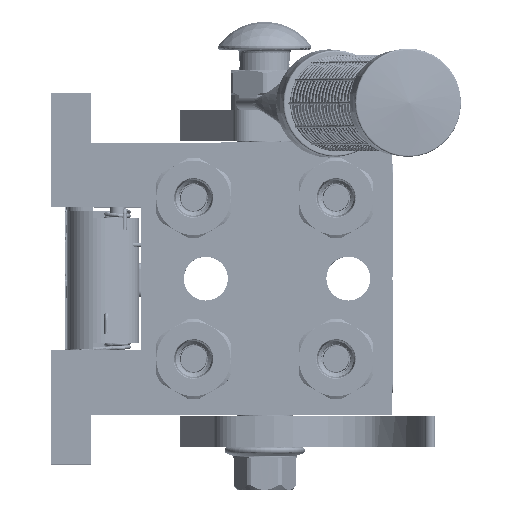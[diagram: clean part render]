
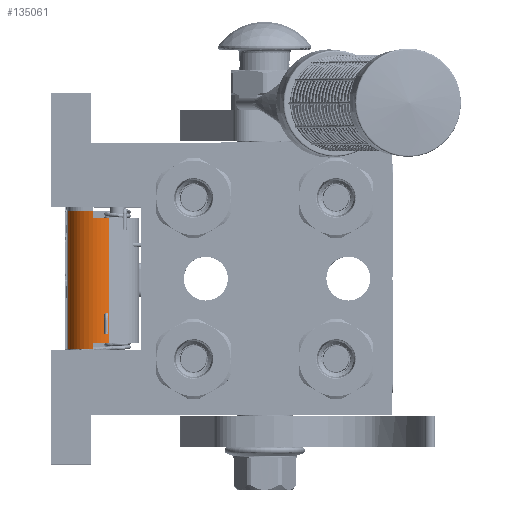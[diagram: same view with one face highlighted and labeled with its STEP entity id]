
A CAD part, top view. The second image highlights one B-rep face of the part: STEP entity #135061.
In plain terms, the highlighted cylindrical face has radius 9.5 mm (diameter 19 mm), a partial arc.
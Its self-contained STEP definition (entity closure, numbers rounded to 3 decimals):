
#885 = LINE ( 'NONE', #98940, #60419 ) ;
#1156 = EDGE_CURVE ( 'NONE', #39570, #16061, #20401, .T. ) ;
#2952 = CARTESIAN_POINT ( 'NONE',  ( -22.25, -1.5, -47.5 ) ) ;
#4021 = CARTESIAN_POINT ( 'NONE',  ( -20.25, -5.154, -56.269 ) ) ;
#4616 = VERTEX_POINT ( 'NONE', #4021 ) ;
#7428 = CARTESIAN_POINT ( 'NONE',  ( -22.25, 8., -47.5 ) ) ;
#11341 = ORIENTED_EDGE ( 'NONE', *, *, #69934, .F. ) ;
#12819 = EDGE_CURVE ( 'NONE', #194207, #69666, #100974, .T. ) ;
#13274 = AXIS2_PLACEMENT_3D ( 'NONE', #129117, #38167, #23506 ) ;
#15222 = FACE_OUTER_BOUND ( 'NONE', #183865, .T. ) ;
#16061 = VERTEX_POINT ( 'NONE', #64228 ) ;
#20401 = LINE ( 'NONE', #7428, #181916 ) ;
#23506 = DIRECTION ( 'NONE',  ( 0., -0.385, -0.923 ) ) ;
#26876 = VERTEX_POINT ( 'NONE', #41909 ) ;
#28851 = ORIENTED_EDGE ( 'NONE', *, *, #158051, .T. ) ;
#33838 = DIRECTION ( 'NONE',  ( 0., 0.158, -0.987 ) ) ;
#35678 = CIRCLE ( 'NONE', #65701, 9.5 ) ;
#36635 = VECTOR ( 'NONE', #184170, 1000. ) ;
#37382 = DIRECTION ( 'NONE',  ( -1., 0., 0. ) ) ;
#38167 = DIRECTION ( 'NONE',  ( 1., 0., 0. ) ) ;
#39570 = VERTEX_POINT ( 'NONE', #143539 ) ;
#40970 = LINE ( 'NONE', #161173, #157301 ) ;
#41909 = CARTESIAN_POINT ( 'NONE',  ( 20.25, -5.154, -56.269 ) ) ;
#44566 = CARTESIAN_POINT ( 'NONE',  ( -22.25, 0., -56.881 ) ) ;
#48371 = ORIENTED_EDGE ( 'NONE', *, *, #93158, .F. ) ;
#50927 = DIRECTION ( 'NONE',  ( 0., -0.385, -0.923 ) ) ;
#57388 = ORIENTED_EDGE ( 'NONE', *, *, #137273, .F. ) ;
#59905 = ORIENTED_EDGE ( 'NONE', *, *, #1156, .T. ) ;
#60419 = VECTOR ( 'NONE', #160519, 1000. ) ;
#64228 = CARTESIAN_POINT ( 'NONE',  ( 22.25, 8., -47.5 ) ) ;
#65701 = AXIS2_PLACEMENT_3D ( 'NONE', #79691, #65717, #33838 ) ;
#65717 = DIRECTION ( 'NONE',  ( 1., 0., 0. ) ) ;
#69666 = VERTEX_POINT ( 'NONE', #69734 ) ;
#69734 = CARTESIAN_POINT ( 'NONE',  ( 22.25, 0., -56.881 ) ) ;
#69934 = EDGE_CURVE ( 'NONE', #127999, #169682, #885, .T. ) ;
#79691 = CARTESIAN_POINT ( 'NONE',  ( 22.25, -1.5, -47.5 ) ) ;
#83262 = CARTESIAN_POINT ( 'NONE',  ( -22.25, -1.5, -47.5 ) ) ;
#85606 = DIRECTION ( 'NONE',  ( 1., 0., 0. ) ) ;
#92759 = CARTESIAN_POINT ( 'NONE',  ( 20.25, 0., -56.881 ) ) ;
#93158 = EDGE_CURVE ( 'NONE', #4616, #26876, #40970, .T. ) ;
#93635 = CYLINDRICAL_SURFACE ( 'NONE', #103798, 9.5 ) ;
#93787 = ORIENTED_EDGE ( 'NONE', *, *, #195421, .F. ) ;
#98940 = CARTESIAN_POINT ( 'NONE',  ( -22.25, 0., -56.881 ) ) ;
#99322 = CARTESIAN_POINT ( 'NONE',  ( 20.25, 0., -56.881 ) ) ;
#100974 = LINE ( 'NONE', #92759, #36635 ) ;
#103798 = AXIS2_PLACEMENT_3D ( 'NONE', #83262, #37382, #160804 ) ;
#104430 = CIRCLE ( 'NONE', #108100, 9.5 ) ;
#104954 = ORIENTED_EDGE ( 'NONE', *, *, #12819, .F. ) ;
#108100 = AXIS2_PLACEMENT_3D ( 'NONE', #2952, #110629, #170927 ) ;
#110629 = DIRECTION ( 'NONE',  ( 1., 0., 0. ) ) ;
#121036 = EDGE_CURVE ( 'NONE', #127999, #39570, #104430, .T. ) ;
#123850 = CIRCLE ( 'NONE', #172482, 9.5 ) ;
#123882 = CIRCLE ( 'NONE', #13274, 9.5 ) ;
#127447 = CARTESIAN_POINT ( 'NONE',  ( -20.25, 0., -56.881 ) ) ;
#127999 = VERTEX_POINT ( 'NONE', #44566 ) ;
#129117 = CARTESIAN_POINT ( 'NONE',  ( -20.25, -1.5, -47.5 ) ) ;
#135061 = ADVANCED_FACE ( 'NONE', ( #15222 ), #93635, .T. ) ;
#137273 = EDGE_CURVE ( 'NONE', #26876, #194207, #123850, .T. ) ;
#143539 = CARTESIAN_POINT ( 'NONE',  ( -22.25, 8., -47.5 ) ) ;
#152544 = CARTESIAN_POINT ( 'NONE',  ( 20.25, -1.5, -47.5 ) ) ;
#157301 = VECTOR ( 'NONE', #85606, 1000. ) ;
#158051 = EDGE_CURVE ( 'NONE', #4616, #169682, #123882, .T. ) ;
#160127 = DIRECTION ( 'NONE',  ( 1., 0., 0. ) ) ;
#160519 = DIRECTION ( 'NONE',  ( 1., 0., 0. ) ) ;
#160804 = DIRECTION ( 'NONE',  ( 0., -1., 0. ) ) ;
#161173 = CARTESIAN_POINT ( 'NONE',  ( -20.25, -5.154, -56.269 ) ) ;
#166492 = DIRECTION ( 'NONE',  ( 1., 0., 0. ) ) ;
#169682 = VERTEX_POINT ( 'NONE', #127447 ) ;
#170927 = DIRECTION ( 'NONE',  ( 0., 0.158, -0.987 ) ) ;
#172482 = AXIS2_PLACEMENT_3D ( 'NONE', #152544, #166492, #50927 ) ;
#178174 = ORIENTED_EDGE ( 'NONE', *, *, #121036, .T. ) ;
#181916 = VECTOR ( 'NONE', #160127, 1000. ) ;
#183865 = EDGE_LOOP ( 'NONE', ( #48371, #28851, #11341, #178174, #59905, #93787, #104954, #57388 ) ) ;
#184170 = DIRECTION ( 'NONE',  ( 1., 0., 0. ) ) ;
#194207 = VERTEX_POINT ( 'NONE', #99322 ) ;
#195421 = EDGE_CURVE ( 'NONE', #69666, #16061, #35678, .T. ) ;
